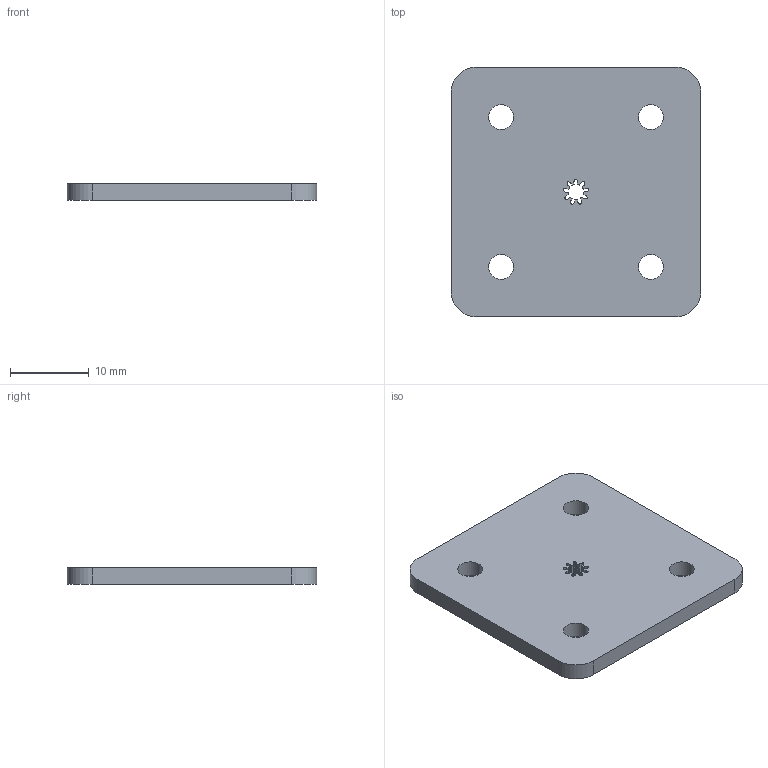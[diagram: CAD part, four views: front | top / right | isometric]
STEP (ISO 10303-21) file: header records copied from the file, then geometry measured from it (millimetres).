
FILE_DESCRIPTION (( 'STEP AP203' ), '1' );
FILE_NAME ('Gear_2_Small_EDM Inserts.STEP', '2017-01-12T01:31:06', ( '' ), ( '' ), 'SwSTEP 2.0', 'SolidWorks 2016', '' );
FILE_SCHEMA (( 'CONFIG_CONTROL_DESIGN' ));
Length unit declared in the file: millimetre
Products named in the file (1): Gear_2_Small_EDM Inserts
Bounding box: 31.75 x 31.75 x 2.15 mm (x, y, z)
Volume: 2069 mm3; surface area: 2308.4 mm2
Topology: 1 solids, 1 shells, 115 faces, 339 edges, 226 vertices
Faces by surface type: cylinder 73, plane 24, bspline 18
Entity records: 5400 total; most frequent: CARTESIAN_POINT 2211, ORIENTED_EDGE 678, DIRECTION 645, EDGE_CURVE 339, AXIS2_PLACEMENT_3D 244, VERTEX_POINT 226, LINE 157, VECTOR 157
